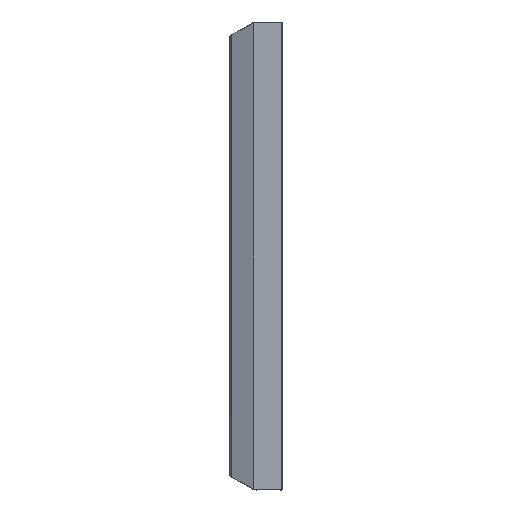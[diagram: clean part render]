
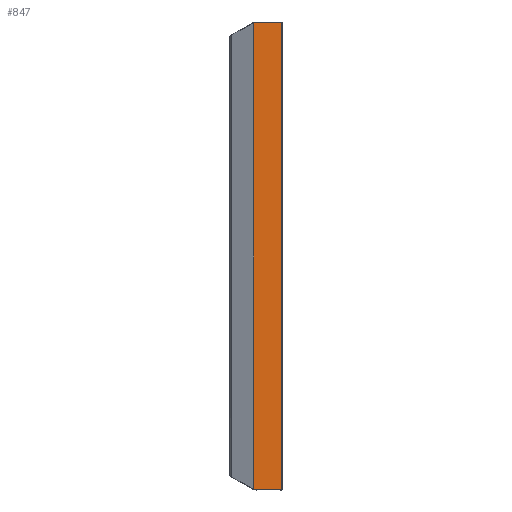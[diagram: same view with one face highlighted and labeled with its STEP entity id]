
A CAD part, front view. The second image highlights one B-rep face of the part: STEP entity #847.
In plain terms, the highlighted planar face has unit normal (0, -1, 0).
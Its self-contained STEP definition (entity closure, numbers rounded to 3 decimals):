
#112=FACE_OUTER_BOUND('',#171,.T.);
#171=EDGE_LOOP('',(#667,#668,#669,#670,#671,#672));
#233=CIRCLE('',#957,4.7);
#234=CIRCLE('',#958,4.7);
#279=LINE('',#1413,#330);
#280=LINE('',#1434,#331);
#281=LINE('',#1438,#332);
#282=LINE('',#1442,#333);
#330=VECTOR('',#1142,349.4);
#331=VECTOR('',#1151,18.949);
#332=VECTOR('',#1156,18.949);
#333=VECTOR('',#1159,348.79);
#388=VERTEX_POINT('',#1407);
#389=VERTEX_POINT('',#1411);
#390=VERTEX_POINT('',#1433);
#391=VERTEX_POINT('',#1437);
#392=VERTEX_POINT('',#1439);
#393=VERTEX_POINT('',#1441);
#485=EDGE_CURVE('',#389,#388,#279,.T.);
#488=EDGE_CURVE('',#390,#389,#280,.T.);
#490=EDGE_CURVE('',#388,#391,#281,.T.);
#491=EDGE_CURVE('',#391,#392,#233,.T.);
#492=EDGE_CURVE('',#393,#392,#282,.T.);
#493=EDGE_CURVE('',#393,#390,#234,.T.);
#667=ORIENTED_EDGE('',*,*,#488,.T.);
#668=ORIENTED_EDGE('',*,*,#485,.T.);
#669=ORIENTED_EDGE('',*,*,#490,.T.);
#670=ORIENTED_EDGE('',*,*,#491,.T.);
#671=ORIENTED_EDGE('',*,*,#492,.F.);
#672=ORIENTED_EDGE('',*,*,#493,.T.);
#814=PLANE('',#956);
#847=ADVANCED_FACE('',(#112),#814,.T.);
#956=AXIS2_PLACEMENT_3D('',#1436,#1154,#1155);
#957=AXIS2_PLACEMENT_3D('',#1440,#1157,#1158);
#958=AXIS2_PLACEMENT_3D('',#1443,#1160,#1161);
#1142=DIRECTION('',(0.,0.,1.));
#1151=DIRECTION('',(1.,0.,0.));
#1154=DIRECTION('center_axis',(0.,-1.,0.));
#1155=DIRECTION('ref_axis',(1.,0.,0.));
#1156=DIRECTION('',(-1.,0.,0.));
#1157=DIRECTION('center_axis',(0.,-1.,0.));
#1158=DIRECTION('ref_axis',(0.,0.,1.));
#1159=DIRECTION('',(0.,0.,1.));
#1160=DIRECTION('center_axis',(0.,-1.,0.));
#1161=DIRECTION('ref_axis',(-0.354,0.,-0.935));
#1407=CARTESIAN_POINT('',(10.307,0.,174.7));
#1411=CARTESIAN_POINT('',(10.307,0.,-174.7));
#1413=CARTESIAN_POINT('',(10.307,0.,-174.7));
#1433=CARTESIAN_POINT('',(-8.642,0.,-174.7));
#1434=CARTESIAN_POINT('',(-8.642,0.,-174.7));
#1436=CARTESIAN_POINT('Origin',(-10.307,0.,-175.));
#1437=CARTESIAN_POINT('',(-8.642,0.,174.7));
#1438=CARTESIAN_POINT('',(10.307,0.,174.7));
#1439=CARTESIAN_POINT('',(-10.307,0.,174.395));
#1440=CARTESIAN_POINT('Origin',(-8.642,0.,170.));
#1441=CARTESIAN_POINT('',(-10.307,0.,-174.395));
#1442=CARTESIAN_POINT('',(-10.307,0.,-174.395));
#1443=CARTESIAN_POINT('Origin',(-8.642,0.,-170.));
